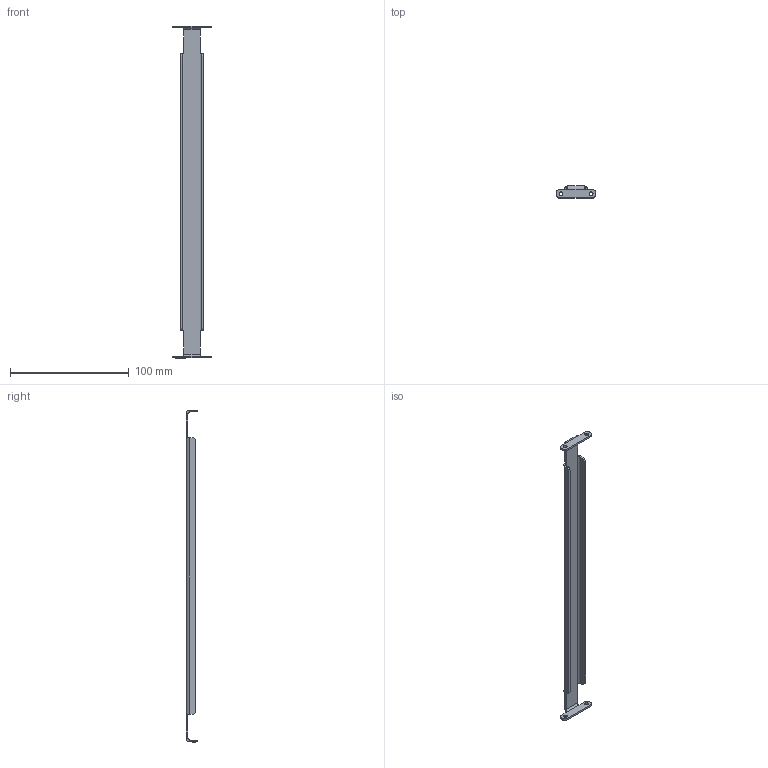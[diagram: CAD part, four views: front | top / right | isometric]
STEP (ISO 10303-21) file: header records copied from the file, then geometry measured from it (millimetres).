
FILE_DESCRIPTION(/* description */ (''),/* implementation_level */ '2;1');
FILE_NAME(/* name */ 'Brace V1.step',/* time_stamp */ '2018-10-31T11:57:55-06:00',/* author */ (''),/* organization */ (''),/* preprocessor_version */ 'ST-DEVELOPER v17.2',/* originating_system */ 'Autodesk Translation Framework v7.6.0.251',/* authorisation */ '');
FILE_SCHEMA (('AUTOMOTIVE_DESIGN { 1 0 10303 214 3 1 1 }'));
Length unit declared in the file: millimetre
Products named in the file (1): Brace
Bounding box: 33.6 x 10 x 280 mm (x, y, z)
Volume: 13169.5 mm3; surface area: 17669.1 mm2
Topology: 1 solids, 1 shells, 54 faces, 140 edges, 88 vertices
Faces by surface type: plane 30, cylinder 24
Full cylindrical faces by diameter (mm): 3.1 x4
Entity records: 1693 total; most frequent: DIRECTION 298, CARTESIAN_POINT 283, ORIENTED_EDGE 280, EDGE_CURVE 140, AXIS2_PLACEMENT_3D 103, LINE 92, VECTOR 92, VERTEX_POINT 88
